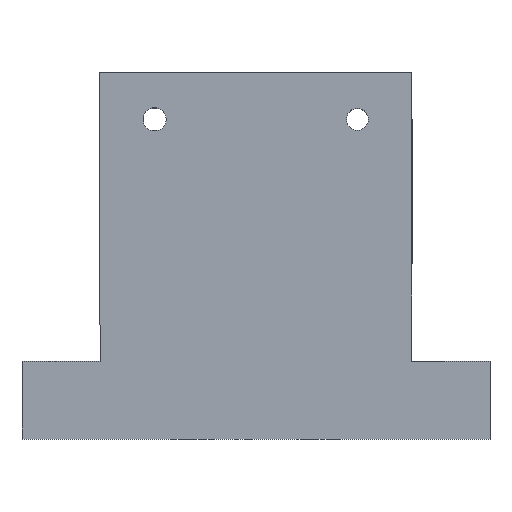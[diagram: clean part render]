
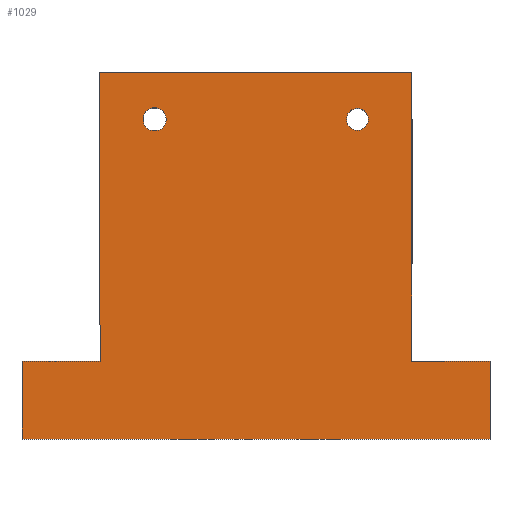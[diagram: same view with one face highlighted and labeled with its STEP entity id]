
A CAD part, top view. The second image highlights one B-rep face of the part: STEP entity #1029.
In plain terms, the highlighted planar face has unit normal (0, 0, 1).
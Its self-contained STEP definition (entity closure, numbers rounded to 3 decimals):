
#21 = EDGE_CURVE ( 'NONE', #658, #359, #1301, .T. ) ;
#24 = CARTESIAN_POINT ( 'NONE',  ( 0., 0., 24. ) ) ;
#43 = VECTOR ( 'NONE', #337, 1000. ) ;
#89 = CARTESIAN_POINT ( 'NONE',  ( 0., 10., 24. ) ) ;
#127 = CARTESIAN_POINT ( 'NONE',  ( 43., 41., 24. ) ) ;
#145 = ORIENTED_EDGE ( 'NONE', *, *, #1378, .T. ) ;
#151 = ORIENTED_EDGE ( 'NONE', *, *, #614, .T. ) ;
#160 = EDGE_CURVE ( 'NONE', #485, #941, #759, .T. ) ;
#188 = DIRECTION ( 'NONE',  ( 1., 0., 0. ) ) ;
#196 = FACE_BOUND ( 'NONE', #1570, .T. ) ;
#217 = VECTOR ( 'NONE', #1505, 1000. ) ;
#231 = ORIENTED_EDGE ( 'NONE', *, *, #1079, .T. ) ;
#237 = ORIENTED_EDGE ( 'NONE', *, *, #1056, .F. ) ;
#242 = ORIENTED_EDGE ( 'NONE', *, *, #1469, .T. ) ;
#271 = VERTEX_POINT ( 'NONE', #822 ) ;
#313 = DIRECTION ( 'NONE',  ( -1., 0., 0. ) ) ;
#315 = VECTOR ( 'NONE', #313, 1000. ) ;
#318 = VERTEX_POINT ( 'NONE', #914 ) ;
#327 = ORIENTED_EDGE ( 'NONE', *, *, #160, .F. ) ;
#337 = DIRECTION ( 'NONE',  ( -1., 0., 0. ) ) ;
#359 = VERTEX_POINT ( 'NONE', #650 ) ;
#374 = CARTESIAN_POINT ( 'NONE',  ( 15.517, 41., 24. ) ) ;
#375 = VECTOR ( 'NONE', #983, 1000. ) ;
#377 = LINE ( 'NONE', #1486, #43 ) ;
#386 = CARTESIAN_POINT ( 'NONE',  ( 44.406, 41., 24. ) ) ;
#394 = AXIS2_PLACEMENT_3D ( 'NONE', #717, #1472, #586 ) ;
#433 = DIRECTION ( 'NONE',  ( 0., 0., 1. ) ) ;
#479 = EDGE_CURVE ( 'NONE', #1128, #1370, #694, .T. ) ;
#485 = VERTEX_POINT ( 'NONE', #374 ) ;
#502 = DIRECTION ( 'NONE',  ( 0., 1., 0. ) ) ;
#507 = AXIS2_PLACEMENT_3D ( 'NONE', #723, #1605, #188 ) ;
#553 = VECTOR ( 'NONE', #946, 1000. ) ;
#580 = VERTEX_POINT ( 'NONE', #865 ) ;
#586 = DIRECTION ( 'NONE',  ( 1., 0., 0. ) ) ;
#614 = EDGE_CURVE ( 'NONE', #359, #1128, #712, .T. ) ;
#631 = CIRCLE ( 'NONE', #507, 1.483 ) ;
#640 = ORIENTED_EDGE ( 'NONE', *, *, #1588, .T. ) ;
#650 = CARTESIAN_POINT ( 'NONE',  ( 0., 0., 24. ) ) ;
#653 = LINE ( 'NONE', #1461, #315 ) ;
#658 = VERTEX_POINT ( 'NONE', #89 ) ;
#694 = LINE ( 'NONE', #1260, #1499 ) ;
#712 = LINE ( 'NONE', #1111, #375 ) ;
#717 = CARTESIAN_POINT ( 'NONE',  ( 17., 41., 24. ) ) ;
#719 = CARTESIAN_POINT ( 'NONE',  ( 60., 10., 24. ) ) ;
#723 = CARTESIAN_POINT ( 'NONE',  ( 17., 41., 24. ) ) ;
#759 = CIRCLE ( 'NONE', #394, 1.483 ) ;
#774 = CIRCLE ( 'NONE', #1181, 1.406 ) ;
#792 = CIRCLE ( 'NONE', #982, 1.406 ) ;
#802 = ORIENTED_EDGE ( 'NONE', *, *, #21, .T. ) ;
#822 = CARTESIAN_POINT ( 'NONE',  ( 10., 47., 24. ) ) ;
#865 = CARTESIAN_POINT ( 'NONE',  ( 50., 47., 24. ) ) ;
#876 = EDGE_CURVE ( 'NONE', #1529, #1142, #774, .T. ) ;
#878 = ORIENTED_EDGE ( 'NONE', *, *, #1218, .T. ) ;
#879 = DIRECTION ( 'NONE',  ( 0., -1., 0. ) ) ;
#885 = LINE ( 'NONE', #1133, #217 ) ;
#891 = LINE ( 'NONE', #1070, #553 ) ;
#898 = AXIS2_PLACEMENT_3D ( 'NONE', #24, #1415, #1426 ) ;
#914 = CARTESIAN_POINT ( 'NONE',  ( 50., 10., 24. ) ) ;
#924 = EDGE_LOOP ( 'NONE', ( #1398, #237 ) ) ;
#927 = CARTESIAN_POINT ( 'NONE',  ( 18.483, 41., 24. ) ) ;
#941 = VERTEX_POINT ( 'NONE', #927 ) ;
#946 = DIRECTION ( 'NONE',  ( 0., -1., 0. ) ) ;
#982 = AXIS2_PLACEMENT_3D ( 'NONE', #127, #994, #1608 ) ;
#983 = DIRECTION ( 'NONE',  ( 1., 0., 0. ) ) ;
#994 = DIRECTION ( 'NONE',  ( 0., 0., 1. ) ) ;
#1002 = CARTESIAN_POINT ( 'NONE',  ( 0., 10., 24. ) ) ;
#1029 = ADVANCED_FACE ( 'NONE', ( #1497, #1168, #196 ), #1296, .T. ) ;
#1056 = EDGE_CURVE ( 'NONE', #1142, #1529, #792, .T. ) ;
#1070 = CARTESIAN_POINT ( 'NONE',  ( 10., 47., 24. ) ) ;
#1073 = VERTEX_POINT ( 'NONE', #1089 ) ;
#1079 = EDGE_CURVE ( 'NONE', #1370, #318, #1459, .T. ) ;
#1083 = VECTOR ( 'NONE', #1158, 1000. ) ;
#1089 = CARTESIAN_POINT ( 'NONE',  ( 10., 10., 24. ) ) ;
#1111 = CARTESIAN_POINT ( 'NONE',  ( 0., 0., 24. ) ) ;
#1128 = VERTEX_POINT ( 'NONE', #1279 ) ;
#1133 = CARTESIAN_POINT ( 'NONE',  ( 50., 10., 24. ) ) ;
#1142 = VERTEX_POINT ( 'NONE', #386 ) ;
#1158 = DIRECTION ( 'NONE',  ( -1., 0., 0. ) ) ;
#1168 = FACE_OUTER_BOUND ( 'NONE', #1173, .T. ) ;
#1173 = EDGE_LOOP ( 'NONE', ( #802, #151, #1293, #231, #878, #145, #242, #640 ) ) ;
#1181 = AXIS2_PLACEMENT_3D ( 'NONE', #1319, #433, #1192 ) ;
#1192 = DIRECTION ( 'NONE',  ( 1., 0., 0. ) ) ;
#1218 = EDGE_CURVE ( 'NONE', #318, #580, #885, .T. ) ;
#1260 = CARTESIAN_POINT ( 'NONE',  ( 60., 0., 24. ) ) ;
#1279 = CARTESIAN_POINT ( 'NONE',  ( 60., 0., 24. ) ) ;
#1285 = CARTESIAN_POINT ( 'NONE',  ( 60., 10., 24. ) ) ;
#1293 = ORIENTED_EDGE ( 'NONE', *, *, #479, .T. ) ;
#1296 = PLANE ( 'NONE',  #898 ) ;
#1301 = LINE ( 'NONE', #1002, #1628 ) ;
#1319 = CARTESIAN_POINT ( 'NONE',  ( 43., 41., 24. ) ) ;
#1370 = VERTEX_POINT ( 'NONE', #719 ) ;
#1378 = EDGE_CURVE ( 'NONE', #580, #271, #377, .T. ) ;
#1389 = ORIENTED_EDGE ( 'NONE', *, *, #1452, .F. ) ;
#1398 = ORIENTED_EDGE ( 'NONE', *, *, #876, .F. ) ;
#1415 = DIRECTION ( 'NONE',  ( 0., 0., 1. ) ) ;
#1426 = DIRECTION ( 'NONE',  ( 1., 0., 0. ) ) ;
#1452 = EDGE_CURVE ( 'NONE', #941, #485, #631, .T. ) ;
#1459 = LINE ( 'NONE', #1285, #1083 ) ;
#1461 = CARTESIAN_POINT ( 'NONE',  ( 10., 10., 24. ) ) ;
#1469 = EDGE_CURVE ( 'NONE', #271, #1073, #891, .T. ) ;
#1472 = DIRECTION ( 'NONE',  ( 0., 0., 1. ) ) ;
#1486 = CARTESIAN_POINT ( 'NONE',  ( 50., 47., 24. ) ) ;
#1497 = FACE_BOUND ( 'NONE', #924, .T. ) ;
#1499 = VECTOR ( 'NONE', #502, 1000. ) ;
#1505 = DIRECTION ( 'NONE',  ( 0., 1., 0. ) ) ;
#1529 = VERTEX_POINT ( 'NONE', #1580 ) ;
#1570 = EDGE_LOOP ( 'NONE', ( #327, #1389 ) ) ;
#1580 = CARTESIAN_POINT ( 'NONE',  ( 41.594, 41., 24. ) ) ;
#1588 = EDGE_CURVE ( 'NONE', #1073, #658, #653, .T. ) ;
#1605 = DIRECTION ( 'NONE',  ( 0., 0., 1. ) ) ;
#1608 = DIRECTION ( 'NONE',  ( 1., 0., 0. ) ) ;
#1628 = VECTOR ( 'NONE', #879, 1000. ) ;
